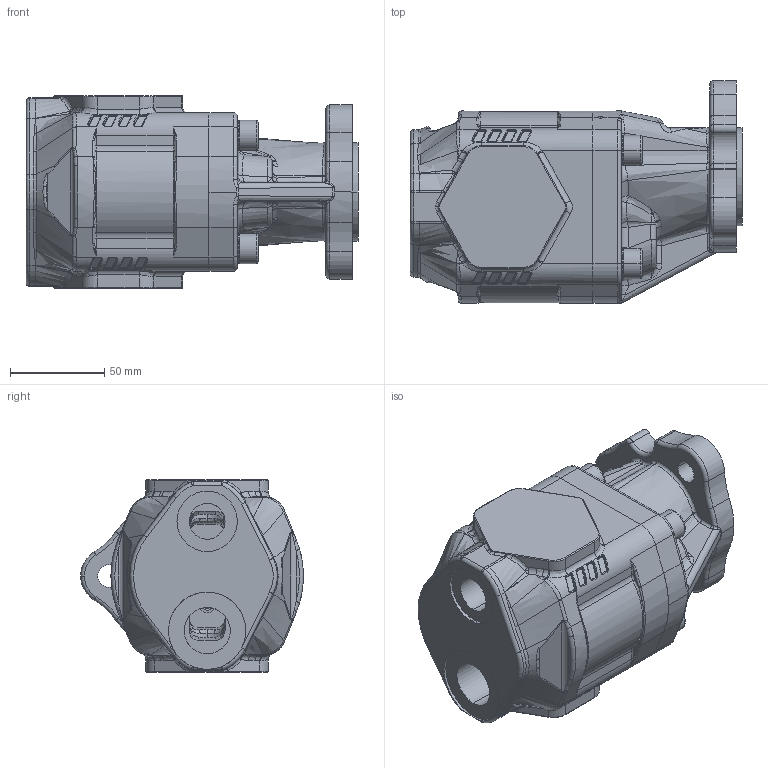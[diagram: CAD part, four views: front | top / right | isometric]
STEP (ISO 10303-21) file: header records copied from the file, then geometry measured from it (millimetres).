
FILE_DESCRIPTION (( 'STEP AP203' ), '1' );
FILE_NAME ('105-003-00326.STEP', '2011-10-18T09:02:28', ( 'OMFB' ), ( '' ), 'SwSTEP 2.0', 'SolidWorks 2008', '' );
FILE_SCHEMA (( 'CONFIG_CONTROL_DESIGN' ));
Length unit declared in the file: millimetre
Products named in the file (1): 105-003-00326
Bounding box: 176 x 118.08 x 102 mm (x, y, z)
Volume: 824693 mm3; surface area: 149693.3 mm2
Topology: 11 solids, 11 shells, 1852 faces, 4648 edges, 2783 vertices
Faces by surface type: cylinder 603, bspline 478, plane 323, torus 266, cone 172, sphere 10
Entity records: 75573 total; most frequent: CARTESIAN_POINT 35137, ORIENTED_EDGE 9160, DIRECTION 7742, EDGE_CURVE 4580, AXIS2_PLACEMENT_3D 3198, VERTEX_POINT 2783, EDGE_LOOP 1921, ADVANCED_FACE 1852
